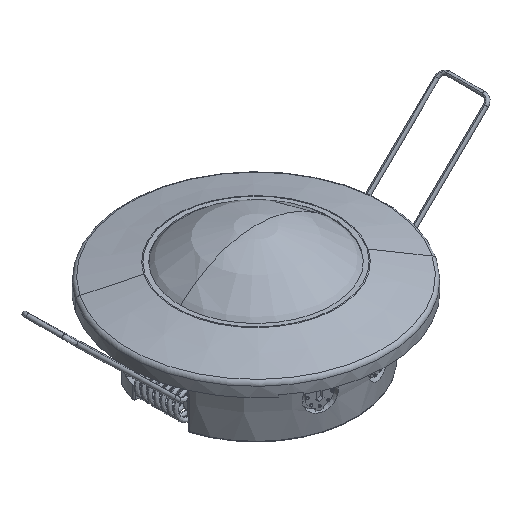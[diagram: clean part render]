
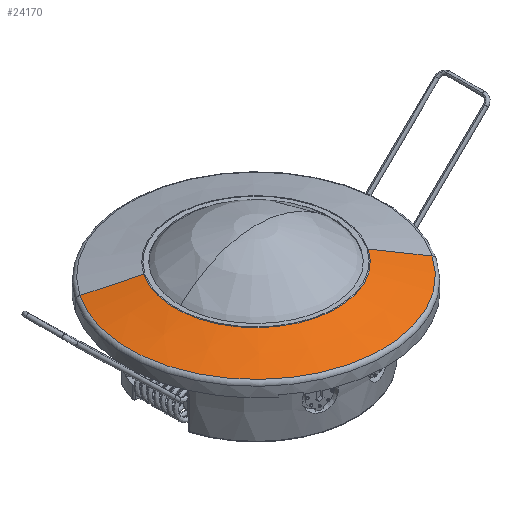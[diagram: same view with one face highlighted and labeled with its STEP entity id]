
A CAD part, isometric view. The second image highlights one B-rep face of the part: STEP entity #24170.
In plain terms, the highlighted conical face has half-angle 75.143 degrees and reference radius 48.577 mm.
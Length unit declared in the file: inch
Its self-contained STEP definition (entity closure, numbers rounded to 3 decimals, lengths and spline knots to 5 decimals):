
#30 = DIRECTION ( 'NONE',  ( -0.829, 0.559, 0. ) ) ;
#946 = VERTEX_POINT ( 'NONE', #7742 ) ;
#1342 = ORIENTED_EDGE ( 'NONE', *, *, #9109, .T. ) ;
#1589 = CARTESIAN_POINT ( 'NONE',  ( -0.81047, 0.54667, 0.31364 ) ) ;
#1994 = FACE_OUTER_BOUND ( 'NONE', #25160, .T. ) ;
#2102 = EDGE_CURVE ( 'NONE', #12215, #22617, #25684, .T. ) ;
#2135 = DIRECTION ( 'NONE',  ( 0., 0., -1. ) ) ;
#2591 = EDGE_CURVE ( 'NONE', #12215, #16071, #25505, .T. ) ;
#2773 = CARTESIAN_POINT ( 'NONE',  ( -1.5855, 1.06943, 0.06565 ) ) ;
#3083 = CARTESIAN_POINT ( 'NONE',  ( 0.81047, -0.54667, 0.31364 ) ) ;
#3295 = DIRECTION ( 'NONE',  ( -0.829, 0.559, 0. ) ) ;
#4271 = ORIENTED_EDGE ( 'NONE', *, *, #7541, .T. ) ;
#6211 = DIRECTION ( 'NONE',  ( 0.801, -0.54, -0.256 ) ) ;
#6733 = CARTESIAN_POINT ( 'NONE',  ( 0., 0., 0.31364 ) ) ;
#7541 = EDGE_CURVE ( 'NONE', #16071, #946, #10893, .T. ) ;
#7570 = VECTOR ( 'NONE', #6211, 39.37008 ) ;
#7742 = CARTESIAN_POINT ( 'NONE',  ( -1.27188, 0.85789, 0.166 ) ) ;
#8550 = ORIENTED_EDGE ( 'NONE', *, *, #2591, .T. ) ;
#9109 = EDGE_CURVE ( 'NONE', #946, #22617, #13052, .T. ) ;
#10701 = CARTESIAN_POINT ( 'NONE',  ( 1.5855, -1.06943, 0.06565 ) ) ;
#10893 = LINE ( 'NONE', #2773, #14831 ) ;
#11136 = ORIENTED_EDGE ( 'NONE', *, *, #2102, .F. ) ;
#12215 = VERTEX_POINT ( 'NONE', #3083 ) ;
#13052 = CIRCLE ( 'NONE', #14822, 1.53417 ) ;
#13193 = DIRECTION ( 'NONE',  ( 0., 0., -1. ) ) ;
#13814 = DIRECTION ( 'NONE',  ( 0., 0., 1. ) ) ;
#14822 = AXIS2_PLACEMENT_3D ( 'NONE', #22043, #13814, #3295 ) ;
#14831 = VECTOR ( 'NONE', #15081, 39.37008 ) ;
#15081 = DIRECTION ( 'NONE',  ( -0.801, 0.54, -0.256 ) ) ;
#15223 = AXIS2_PLACEMENT_3D ( 'NONE', #6733, #13193, #19862 ) ;
#16071 = VERTEX_POINT ( 'NONE', #1589 ) ;
#19032 = CARTESIAN_POINT ( 'NONE',  ( 0., 0., 0.06565 ) ) ;
#19862 = DIRECTION ( 'NONE',  ( -0.829, 0.559, 0. ) ) ;
#22043 = CARTESIAN_POINT ( 'NONE',  ( 0., 0., 0.166 ) ) ;
#22617 = VERTEX_POINT ( 'NONE', #26640 ) ;
#22987 = AXIS2_PLACEMENT_3D ( 'NONE', #19032, #2135, #30 ) ;
#24170 = ADVANCED_FACE ( 'NONE', ( #1994 ), #27028, .T. ) ;
#25160 = EDGE_LOOP ( 'NONE', ( #11136, #8550, #4271, #1342 ) ) ;
#25505 = CIRCLE ( 'NONE', #15223, 0.9776 ) ;
#25684 = LINE ( 'NONE', #10701, #7570 ) ;
#26640 = CARTESIAN_POINT ( 'NONE',  ( 1.27188, -0.85789, 0.166 ) ) ;
#27028 = CONICAL_SURFACE ( 'NONE', #22987, 1.91246, 1.311 ) ;
